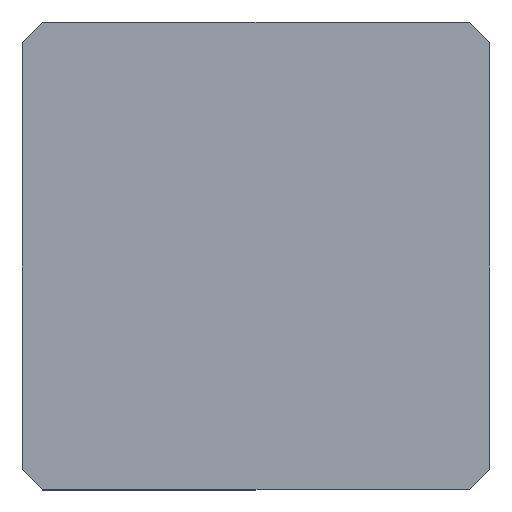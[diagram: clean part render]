
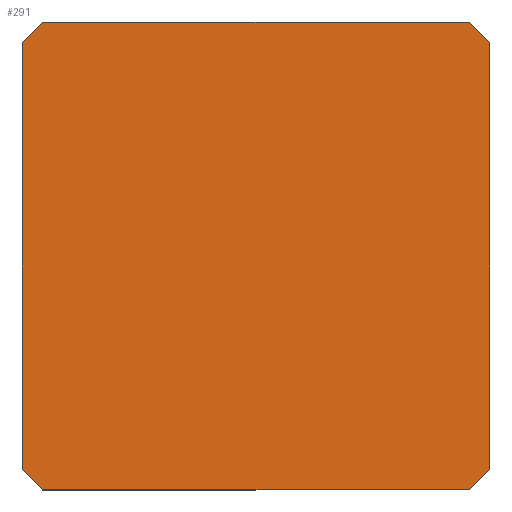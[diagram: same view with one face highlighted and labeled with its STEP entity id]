
A CAD part, top view. The second image highlights one B-rep face of the part: STEP entity #291.
In plain terms, the highlighted planar face has unit normal (0, 0, 1).
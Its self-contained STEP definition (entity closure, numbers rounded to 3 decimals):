
#6 = CARTESIAN_POINT ( 'NONE',  ( 0., 0., 6.5 ) ) ;
#8 = DIRECTION ( 'NONE',  ( 1., 0., 0. ) ) ;
#12 = VERTEX_POINT ( 'NONE', #77 ) ;
#18 = VECTOR ( 'NONE', #85, 1000. ) ;
#25 = EDGE_CURVE ( 'NONE', #30, #184, #335, .T. ) ;
#27 = CARTESIAN_POINT ( 'NONE',  ( 57., 57., 6.5 ) ) ;
#28 = LINE ( 'NONE', #27, #181 ) ;
#30 = VERTEX_POINT ( 'NONE', #167 ) ;
#31 = DIRECTION ( 'NONE',  ( -0.707, 0.707, 0. ) ) ;
#32 = LINE ( 'NONE', #262, #18 ) ;
#33 = DIRECTION ( 'NONE',  ( 0., 0., 1. ) ) ;
#40 = ORIENTED_EDGE ( 'NONE', *, *, #160, .T. ) ;
#43 = VERTEX_POINT ( 'NONE', #215 ) ;
#61 = ORIENTED_EDGE ( 'NONE', *, *, #233, .T. ) ;
#65 = LINE ( 'NONE', #68, #323 ) ;
#67 = AXIS2_PLACEMENT_3D ( 'NONE', #6, #33, #111 ) ;
#68 = CARTESIAN_POINT ( 'NONE',  ( -57., -57., 6.5 ) ) ;
#77 = CARTESIAN_POINT ( 'NONE',  ( -57., -52., 6.5 ) ) ;
#80 = DIRECTION ( 'NONE',  ( 0., -1., 0. ) ) ;
#85 = DIRECTION ( 'NONE',  ( 0.707, -0.707, 0. ) ) ;
#87 = CARTESIAN_POINT ( 'NONE',  ( 57., -52., 6.5 ) ) ;
#89 = VERTEX_POINT ( 'NONE', #244 ) ;
#93 = EDGE_LOOP ( 'NONE', ( #40, #213, #210, #241, #274, #61, #97, #271 ) ) ;
#97 = ORIENTED_EDGE ( 'NONE', *, *, #186, .T. ) ;
#107 = DIRECTION ( 'NONE',  ( 0.707, 0.707, 0. ) ) ;
#111 = DIRECTION ( 'NONE',  ( 1., 0., 0. ) ) ;
#113 = FACE_OUTER_BOUND ( 'NONE', #93, .T. ) ;
#141 = CARTESIAN_POINT ( 'NONE',  ( -54.5, 54.5, 6.5 ) ) ;
#155 = VERTEX_POINT ( 'NONE', #247 ) ;
#160 = EDGE_CURVE ( 'NONE', #89, #12, #336, .T. ) ;
#167 = CARTESIAN_POINT ( 'NONE',  ( 52., -57., 6.5 ) ) ;
#174 = PLANE ( 'NONE',  #67 ) ;
#177 = DIRECTION ( 'NONE',  ( 0., 1., 0. ) ) ;
#181 = VECTOR ( 'NONE', #203, 1000. ) ;
#184 = VERTEX_POINT ( 'NONE', #87 ) ;
#186 = EDGE_CURVE ( 'NONE', #43, #237, #28, .T. ) ;
#193 = VECTOR ( 'NONE', #204, 1000. ) ;
#202 = LINE ( 'NONE', #141, #193 ) ;
#203 = DIRECTION ( 'NONE',  ( -1., 0., 0. ) ) ;
#204 = DIRECTION ( 'NONE',  ( -0.707, -0.707, 0. ) ) ;
#207 = VECTOR ( 'NONE', #80, 1000. ) ;
#210 = ORIENTED_EDGE ( 'NONE', *, *, #366, .T. ) ;
#213 = ORIENTED_EDGE ( 'NONE', *, *, #232, .T. ) ;
#215 = CARTESIAN_POINT ( 'NONE',  ( 52., 57., 6.5 ) ) ;
#218 = CARTESIAN_POINT ( 'NONE',  ( -57., 57., 6.5 ) ) ;
#221 = EDGE_CURVE ( 'NONE', #184, #155, #229, .T. ) ;
#222 = EDGE_CURVE ( 'NONE', #237, #89, #202, .T. ) ;
#229 = LINE ( 'NONE', #342, #369 ) ;
#232 = EDGE_CURVE ( 'NONE', #12, #243, #32, .T. ) ;
#233 = EDGE_CURVE ( 'NONE', #155, #43, #284, .T. ) ;
#237 = VERTEX_POINT ( 'NONE', #315 ) ;
#241 = ORIENTED_EDGE ( 'NONE', *, *, #25, .T. ) ;
#243 = VERTEX_POINT ( 'NONE', #252 ) ;
#244 = CARTESIAN_POINT ( 'NONE',  ( -57., 52., 6.5 ) ) ;
#247 = CARTESIAN_POINT ( 'NONE',  ( 57., 52., 6.5 ) ) ;
#252 = CARTESIAN_POINT ( 'NONE',  ( -52., -57., 6.5 ) ) ;
#262 = CARTESIAN_POINT ( 'NONE',  ( -54.5, -54.5, 6.5 ) ) ;
#271 = ORIENTED_EDGE ( 'NONE', *, *, #222, .T. ) ;
#274 = ORIENTED_EDGE ( 'NONE', *, *, #221, .T. ) ;
#284 = LINE ( 'NONE', #313, #358 ) ;
#291 = ADVANCED_FACE ( 'NONE', ( #113 ), #174, .T. ) ;
#306 = CARTESIAN_POINT ( 'NONE',  ( 54.5, -54.5, 6.5 ) ) ;
#312 = VECTOR ( 'NONE', #107, 1000. ) ;
#313 = CARTESIAN_POINT ( 'NONE',  ( 54.5, 54.5, 6.5 ) ) ;
#315 = CARTESIAN_POINT ( 'NONE',  ( -52., 57., 6.5 ) ) ;
#323 = VECTOR ( 'NONE', #8, 1000. ) ;
#335 = LINE ( 'NONE', #306, #312 ) ;
#336 = LINE ( 'NONE', #218, #207 ) ;
#342 = CARTESIAN_POINT ( 'NONE',  ( 57., -57., 6.5 ) ) ;
#358 = VECTOR ( 'NONE', #31, 1000. ) ;
#366 = EDGE_CURVE ( 'NONE', #243, #30, #65, .T. ) ;
#369 = VECTOR ( 'NONE', #177, 1000. ) ;
